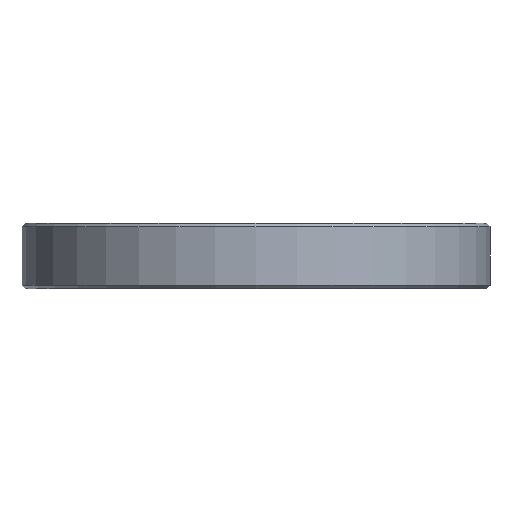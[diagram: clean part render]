
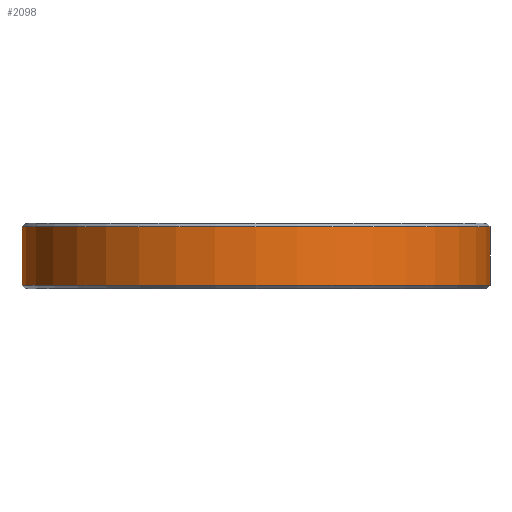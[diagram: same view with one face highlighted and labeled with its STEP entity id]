
A CAD part, left-side view. The second image highlights one B-rep face of the part: STEP entity #2098.
In plain terms, the highlighted cylindrical face has radius 50.8 mm (diameter 101.6 mm), a partial arc.
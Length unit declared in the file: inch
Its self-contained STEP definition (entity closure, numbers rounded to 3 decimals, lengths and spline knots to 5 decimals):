
#490=DIRECTION('',(0.,0.,-1.));
#491=VECTOR('',#490,0.5);
#492=CARTESIAN_POINT('',(0.,2.,0.469));
#493=LINE('',#492,#491);
#494=DIRECTION('',(0.,0.,-1.));
#495=VECTOR('',#494,0.5);
#496=CARTESIAN_POINT('',(0.,-2.,0.469));
#497=LINE('',#496,#495);
#498=CARTESIAN_POINT('',(0.,0.,-0.031));
#499=DIRECTION('',(0.,0.,1.));
#500=DIRECTION('',(0.,1.,0.));
#501=AXIS2_PLACEMENT_3D('',#498,#499,#500);
#507=CARTESIAN_POINT('',(0.,0.,0.469));
#508=DIRECTION('',(0.,0.,-1.));
#509=DIRECTION('',(0.,-1.,0.));
#510=AXIS2_PLACEMENT_3D('',#507,#508,#509);
#1577=CARTESIAN_POINT('',(0.,-2.,-0.031));
#1578=CARTESIAN_POINT('',(0.,2.,-0.031));
#1579=VERTEX_POINT('',#1577);
#1580=VERTEX_POINT('',#1578);
#1581=CARTESIAN_POINT('',(0.,-2.,0.469));
#1582=VERTEX_POINT('',#1581);
#1583=CARTESIAN_POINT('',(0.,2.,0.469));
#1584=VERTEX_POINT('',#1583);
#2085=CARTESIAN_POINT('',(0.,0.,0.5));
#2086=DIRECTION('',(0.,0.,1.));
#2087=DIRECTION('',(0.,1.,0.));
#2088=AXIS2_PLACEMENT_3D('',#2085,#2086,#2087);
#2089=CYLINDRICAL_SURFACE('',#2088,2.);
#2091=ORIENTED_EDGE('',*,*,#2090,.F.);
#2092=ORIENTED_EDGE('',*,*,#2080,.F.);
#2094=ORIENTED_EDGE('',*,*,#2093,.F.);
#2095=ORIENTED_EDGE('',*,*,#2076,.T.);
#2096=EDGE_LOOP('',(#2091,#2092,#2094,#2095));
#2097=FACE_OUTER_BOUND('',#2096,.F.);
#2098=ADVANCED_FACE('',(#2097),#2089,.T.);
#502=CIRCLE('',#501,2.);
#511=CIRCLE('',#510,2.);
#2076=EDGE_CURVE('',#1582,#1579,#497,.T.);
#2080=EDGE_CURVE('',#1584,#1580,#493,.T.);
#2090=EDGE_CURVE('',#1580,#1579,#502,.T.);
#2093=EDGE_CURVE('',#1582,#1584,#511,.T.);
